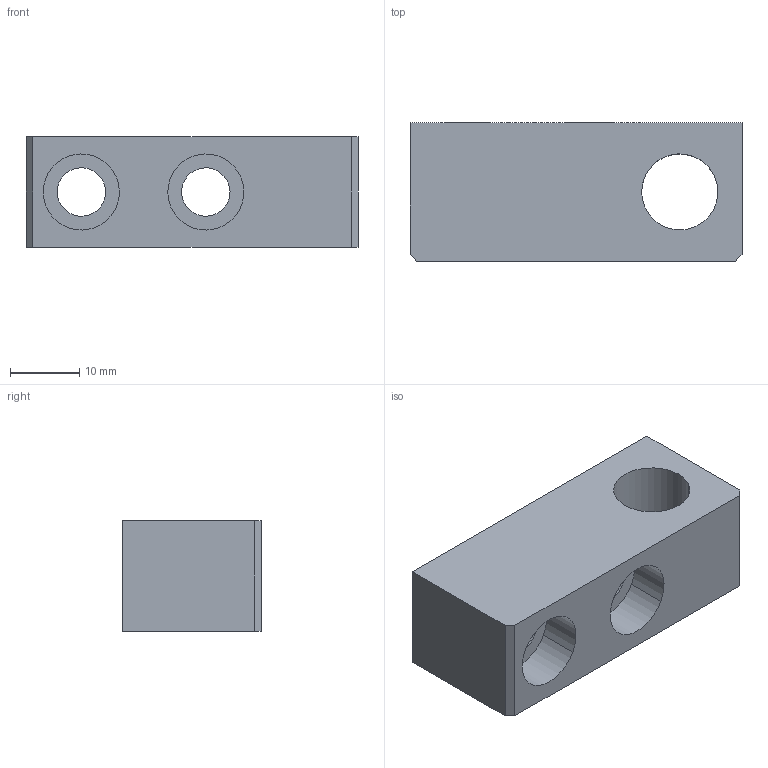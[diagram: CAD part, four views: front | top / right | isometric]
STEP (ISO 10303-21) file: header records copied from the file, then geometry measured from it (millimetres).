
FILE_DESCRIPTION(('CATIA V5 STEP'),'2;1');
FILE_NAME('210030 06 026 - 0 - SUPPORT AMORTISSEUR.stp','2022-07-05T11:21:15+00:00',('none'),('none'),'CATIA Version 5 Release 19 SP 5 (IN-10)','CATIA V5 STEP AP203 Edition 2','none');
FILE_SCHEMA(('AP203_CONFIGURATION_CONTROLLED_3D_DESIGN_OF_MECHANICAL_PARTS_AND_ASSEMBLIES_MIM_LF { 1 0 10303 403 2 1 2}'));
Length unit declared in the file: millimetre
Products named in the file (1): 210030 06 026 - SUPPORT AMORTISSEUR
Bounding box: 48 x 20 x 16 mm (x, y, z)
Volume: 11605.5 mm3; surface area: 5314.6 mm2
Topology: 1 solids, 1 shells, 20 faces, 48 edges, 32 vertices
Faces by surface type: plane 10, cylinder 10
Entity records: 580 total; most frequent: ORIENTED_EDGE 96, CARTESIAN_POINT 95, DIRECTION 76, EDGE_CURVE 48, AXIS2_PLACEMENT_3D 35, VERTEX_POINT 32, VECTOR 28, LINE 28
